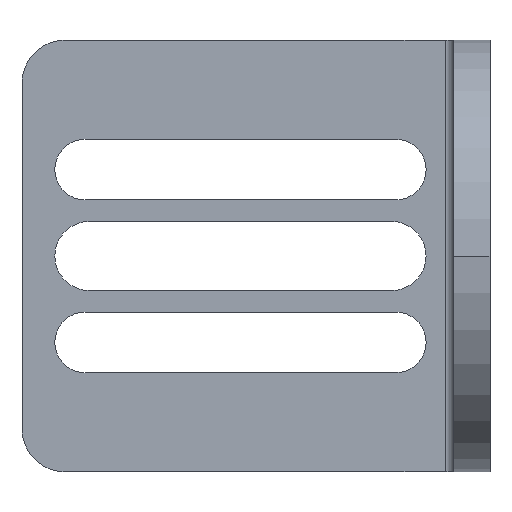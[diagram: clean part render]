
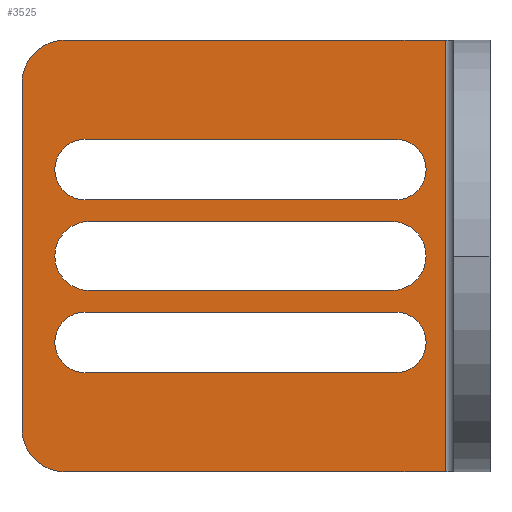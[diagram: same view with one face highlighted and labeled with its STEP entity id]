
A CAD part, left-side view. The second image highlights one B-rep face of the part: STEP entity #3525.
In plain terms, the highlighted planar face has unit normal (-1, 0, 0).
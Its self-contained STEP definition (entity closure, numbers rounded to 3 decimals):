
#76=DIRECTION('',(0.,-1.,0.));
#77=VECTOR('',#76,36.);
#78=CARTESIAN_POINT('',(-4.2,46.9,-13.5));
#79=LINE('',#78,#77);
#80=CARTESIAN_POINT('',(-4.2,10.9,-10.));
#81=DIRECTION('',(1.,0.,0.));
#82=DIRECTION('',(0.,0.,1.));
#83=AXIS2_PLACEMENT_3D('',#80,#81,#82);
#85=DIRECTION('',(0.,1.,0.));
#86=VECTOR('',#85,36.);
#87=CARTESIAN_POINT('',(-4.2,10.9,-6.5));
#88=LINE('',#87,#86);
#89=CARTESIAN_POINT('',(-4.2,46.9,-10.));
#90=DIRECTION('',(1.,0.,0.));
#91=DIRECTION('',(0.,0.,-1.));
#92=AXIS2_PLACEMENT_3D('',#89,#90,#91);
#94=DIRECTION('',(0.,-1.,0.));
#95=VECTOR('',#94,35.);
#96=CARTESIAN_POINT('',(-4.2,46.4,-4.));
#97=LINE('',#96,#95);
#98=CARTESIAN_POINT('',(-4.2,11.4,0.));
#99=DIRECTION('',(1.,0.,0.));
#100=DIRECTION('',(0.,0.,1.));
#101=AXIS2_PLACEMENT_3D('',#98,#99,#100);
#103=DIRECTION('',(0.,1.,0.));
#104=VECTOR('',#103,35.);
#105=CARTESIAN_POINT('',(-4.2,11.4,4.));
#106=LINE('',#105,#104);
#107=CARTESIAN_POINT('',(-4.2,46.4,0.));
#108=DIRECTION('',(1.,0.,0.));
#109=DIRECTION('',(0.,0.,-1.));
#110=AXIS2_PLACEMENT_3D('',#107,#108,#109);
#112=CARTESIAN_POINT('',(-4.2,46.9,10.));
#113=DIRECTION('',(1.,0.,0.));
#114=DIRECTION('',(0.,0.,-1.));
#115=AXIS2_PLACEMENT_3D('',#112,#113,#114);
#117=DIRECTION('',(0.,-1.,0.));
#118=VECTOR('',#117,36.);
#119=CARTESIAN_POINT('',(-4.2,46.9,6.5));
#120=LINE('',#119,#118);
#121=CARTESIAN_POINT('',(-4.2,10.9,10.));
#122=DIRECTION('',(1.,0.,0.));
#123=DIRECTION('',(0.,0.,1.));
#124=AXIS2_PLACEMENT_3D('',#121,#122,#123);
#126=DIRECTION('',(0.,1.,0.));
#127=VECTOR('',#126,36.);
#128=CARTESIAN_POINT('',(-4.2,10.9,13.5));
#129=LINE('',#128,#127);
#130=DIRECTION('',(0.,0.,-1.));
#131=VECTOR('',#130,50.);
#132=CARTESIAN_POINT('',(-4.2,5.2,25.));
#133=LINE('',#132,#131);
#170=CARTESIAN_POINT('',(-4.2,49.2,20.));
#171=DIRECTION('',(-1.,0.,0.));
#172=DIRECTION('',(0.,0.,1.));
#173=AXIS2_PLACEMENT_3D('',#170,#171,#172);
#192=DIRECTION('',(0.,1.,0.));
#193=VECTOR('',#192,44.);
#194=CARTESIAN_POINT('',(-4.2,5.2,25.));
#195=LINE('',#194,#193);
#228=DIRECTION('',(0.,1.,0.));
#229=VECTOR('',#228,44.);
#230=CARTESIAN_POINT('',(-4.2,5.2,-25.));
#231=LINE('',#230,#229);
#240=CARTESIAN_POINT('',(-4.2,49.2,-20.));
#241=DIRECTION('',(-1.,0.,0.));
#242=DIRECTION('',(0.,1.,0.));
#243=AXIS2_PLACEMENT_3D('',#240,#241,#242);
#254=DIRECTION('',(0.,0.,-1.));
#255=VECTOR('',#254,40.);
#256=CARTESIAN_POINT('',(-4.2,54.2,20.));
#257=LINE('',#256,#255);
#2559=CARTESIAN_POINT('',(-4.2,5.2,25.));
#2561=VERTEX_POINT('',#2559);
#2563=CARTESIAN_POINT('',(-4.2,5.2,-25.));
#2565=VERTEX_POINT('',#2563);
#2658=CARTESIAN_POINT('',(-4.2,46.9,6.5));
#2659=CARTESIAN_POINT('',(-4.2,46.9,13.5));
#2660=VERTEX_POINT('',#2658);
#2661=VERTEX_POINT('',#2659);
#2662=CARTESIAN_POINT('',(-4.2,10.9,6.5));
#2663=VERTEX_POINT('',#2662);
#2664=CARTESIAN_POINT('',(-4.2,10.9,13.5));
#2665=VERTEX_POINT('',#2664);
#2666=CARTESIAN_POINT('',(-4.2,49.2,25.));
#2668=VERTEX_POINT('',#2666);
#2670=CARTESIAN_POINT('',(-4.2,54.2,20.));
#2671=VERTEX_POINT('',#2670);
#2674=CARTESIAN_POINT('',(-4.2,54.2,-20.));
#2676=VERTEX_POINT('',#2674);
#2678=CARTESIAN_POINT('',(-4.2,49.2,-25.));
#2679=VERTEX_POINT('',#2678);
#3350=CARTESIAN_POINT('',(-4.2,46.4,-4.));
#3351=CARTESIAN_POINT('',(-4.2,11.4,-4.));
#3352=VERTEX_POINT('',#3350);
#3353=VERTEX_POINT('',#3351);
#3354=CARTESIAN_POINT('',(-4.2,11.4,4.));
#3355=VERTEX_POINT('',#3354);
#3356=CARTESIAN_POINT('',(-4.2,46.4,4.));
#3357=VERTEX_POINT('',#3356);
#3366=CARTESIAN_POINT('',(-4.2,46.9,-13.5));
#3367=CARTESIAN_POINT('',(-4.2,10.9,-13.5));
#3368=VERTEX_POINT('',#3366);
#3369=VERTEX_POINT('',#3367);
#3370=CARTESIAN_POINT('',(-4.2,10.9,-6.5));
#3371=VERTEX_POINT('',#3370);
#3372=CARTESIAN_POINT('',(-4.2,46.9,-6.5));
#3373=VERTEX_POINT('',#3372);
#3480=CARTESIAN_POINT('',(-4.2,5.2,25.));
#3481=DIRECTION('',(1.,0.,0.));
#3482=DIRECTION('',(0.,1.,0.));
#3483=AXIS2_PLACEMENT_3D('',#3480,#3481,#3482);
#3484=PLANE('',#3483);
#3486=ORIENTED_EDGE('',*,*,#3485,.F.);
#3488=ORIENTED_EDGE('',*,*,#3487,.F.);
#3490=ORIENTED_EDGE('',*,*,#3489,.T.);
#3492=ORIENTED_EDGE('',*,*,#3491,.T.);
#3494=ORIENTED_EDGE('',*,*,#3493,.F.);
#3496=ORIENTED_EDGE('',*,*,#3495,.F.);
#3497=EDGE_LOOP('',(#3486,#3488,#3490,#3492,#3494,#3496));
#3498=FACE_OUTER_BOUND('',#3497,.F.);
#3500=ORIENTED_EDGE('',*,*,#3499,.T.);
#3502=ORIENTED_EDGE('',*,*,#3501,.F.);
#3504=ORIENTED_EDGE('',*,*,#3503,.T.);
#3506=ORIENTED_EDGE('',*,*,#3505,.F.);
#3507=EDGE_LOOP('',(#3500,#3502,#3504,#3506));
#3508=FACE_BOUND('',#3507,.F.);
#3509=ORIENTED_EDGE('',*,*,#3432,.F.);
#3510=ORIENTED_EDGE('',*,*,#3447,.T.);
#3511=ORIENTED_EDGE('',*,*,#3461,.F.);
#3512=ORIENTED_EDGE('',*,*,#3474,.T.);
#3513=EDGE_LOOP('',(#3509,#3510,#3511,#3512));
#3514=FACE_BOUND('',#3513,.F.);
#3516=ORIENTED_EDGE('',*,*,#3515,.T.);
#3518=ORIENTED_EDGE('',*,*,#3517,.F.);
#3520=ORIENTED_EDGE('',*,*,#3519,.T.);
#3522=ORIENTED_EDGE('',*,*,#3521,.F.);
#3523=EDGE_LOOP('',(#3516,#3518,#3520,#3522));
#3524=FACE_BOUND('',#3523,.F.);
#3525=ADVANCED_FACE('',(#3498,#3508,#3514,#3524),#3484,.F.);
#84=CIRCLE('',#83,3.5);
#93=CIRCLE('',#92,3.5);
#102=CIRCLE('',#101,4.);
#111=CIRCLE('',#110,4.);
#116=CIRCLE('',#115,3.5);
#125=CIRCLE('',#124,3.5);
#174=CIRCLE('',#173,5.);
#244=CIRCLE('',#243,5.);
#3432=EDGE_CURVE('',#2660,#2661,#116,.T.);
#3447=EDGE_CURVE('',#2660,#2663,#120,.T.);
#3461=EDGE_CURVE('',#2665,#2663,#125,.T.);
#3474=EDGE_CURVE('',#2665,#2661,#129,.T.);
#3485=EDGE_CURVE('',#2668,#2671,#174,.T.);
#3487=EDGE_CURVE('',#2561,#2668,#195,.T.);
#3489=EDGE_CURVE('',#2561,#2565,#133,.T.);
#3491=EDGE_CURVE('',#2565,#2679,#231,.T.);
#3493=EDGE_CURVE('',#2676,#2679,#244,.T.);
#3495=EDGE_CURVE('',#2671,#2676,#257,.T.);
#3499=EDGE_CURVE('',#3352,#3353,#97,.T.);
#3501=EDGE_CURVE('',#3355,#3353,#102,.T.);
#3503=EDGE_CURVE('',#3355,#3357,#106,.T.);
#3505=EDGE_CURVE('',#3352,#3357,#111,.T.);
#3515=EDGE_CURVE('',#3368,#3369,#79,.T.);
#3517=EDGE_CURVE('',#3371,#3369,#84,.T.);
#3519=EDGE_CURVE('',#3371,#3373,#88,.T.);
#3521=EDGE_CURVE('',#3368,#3373,#93,.T.);
